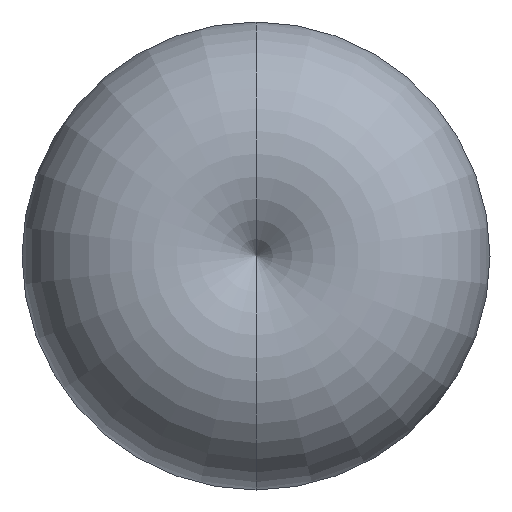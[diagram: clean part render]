
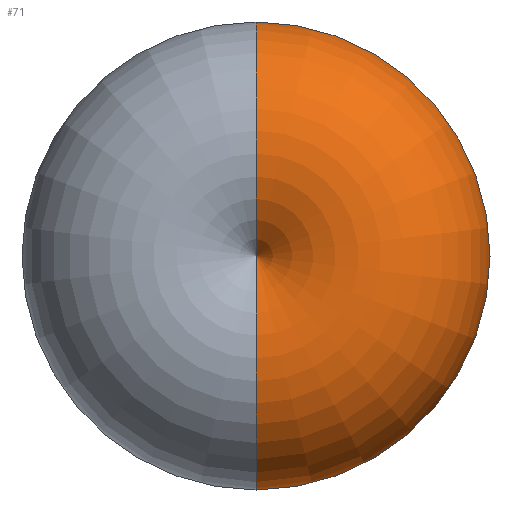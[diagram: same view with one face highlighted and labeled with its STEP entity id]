
A CAD part, front view. The second image highlights one B-rep face of the part: STEP entity #71.
In plain terms, the highlighted toroidal (fillet/blend) face has major radius 0.15 mm and minor radius 0.2 mm.
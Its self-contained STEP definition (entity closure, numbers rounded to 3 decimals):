
#37 = VERTEX_POINT ( 'NONE', #2576 ) ;
#71 = ADVANCED_FACE ( 'Defeature ausgef�hrt1_3', ( #2148 ), #330, .T. ) ;
#105 = DIRECTION ( 'NONE',  ( 1., 0., 0. ) ) ;
#172 = EDGE_CURVE ( 'NONE', #37, #1887, #2182, .T. ) ;
#189 = AXIS2_PLACEMENT_3D ( 'NONE', #1110, #2146, #2379 ) ;
#227 = ORIENTED_EDGE ( 'NONE', *, *, #1134, .F. ) ;
#330 = TOROIDAL_SURFACE ( 'NONE', #189, 0.15, 0.2 ) ;
#552 = CARTESIAN_POINT ( 'NONE',  ( 0., -17.431, 0. ) ) ;
#591 = DIRECTION ( 'NONE',  ( -1., 0., 0. ) ) ;
#780 = AXIS2_PLACEMENT_3D ( 'NONE', #1359, #105, #1161 ) ;
#886 = EDGE_LOOP ( 'NONE', ( #1350, #2718, #227 ) ) ;
#968 = AXIS2_PLACEMENT_3D ( 'NONE', #552, #2456, #1845 ) ;
#1107 = CARTESIAN_POINT ( 'NONE',  ( 0., -17.431, -0.35 ) ) ;
#1110 = CARTESIAN_POINT ( 'NONE',  ( 0., -17.431, 0. ) ) ;
#1134 = EDGE_CURVE ( 'Defeature ausgef�hrt1_2+Defeature ausgef�hrt1_3+Defeature ausgef�hrt1_3+Defeature ausgef�hrt1_3', #1962, #1887, #2086, .T. ) ;
#1161 = DIRECTION ( 'NONE',  ( 0., 0., -1. ) ) ;
#1350 = ORIENTED_EDGE ( 'NONE', *, *, #1578, .F. ) ;
#1359 = CARTESIAN_POINT ( 'NONE',  ( 0., -17.431, -0.15 ) ) ;
#1400 = CARTESIAN_POINT ( 'NONE',  ( 0., -17.431, 0.35 ) ) ;
#1578 = EDGE_CURVE ( 'NONE', #37, #1962, #1821, .T. ) ;
#1821 = CIRCLE ( 'NONE', #1884, 0.2 ) ;
#1845 = DIRECTION ( 'NONE',  ( 0., 0., 1. ) ) ;
#1866 = CARTESIAN_POINT ( 'NONE',  ( 0., -17.431, 0.15 ) ) ;
#1884 = AXIS2_PLACEMENT_3D ( 'NONE', #1866, #591, #2249 ) ;
#1887 = VERTEX_POINT ( 'NONE', #1107 ) ;
#1962 = VERTEX_POINT ( 'NONE', #1400 ) ;
#2086 = CIRCLE ( 'NONE', #968, 0.35 ) ;
#2146 = DIRECTION ( 'NONE',  ( 0., 1., 0. ) ) ;
#2148 = FACE_OUTER_BOUND ( 'NONE', #886, .T. ) ;
#2182 = CIRCLE ( 'NONE', #780, 0.2 ) ;
#2249 = DIRECTION ( 'NONE',  ( 0., 0., 1. ) ) ;
#2379 = DIRECTION ( 'NONE',  ( 0., 0., 1. ) ) ;
#2456 = DIRECTION ( 'NONE',  ( 0., 1., 0. ) ) ;
#2576 = CARTESIAN_POINT ( 'NONE',  ( 0., -17.563, 0. ) ) ;
#2718 = ORIENTED_EDGE ( 'NONE', *, *, #172, .T. ) ;
